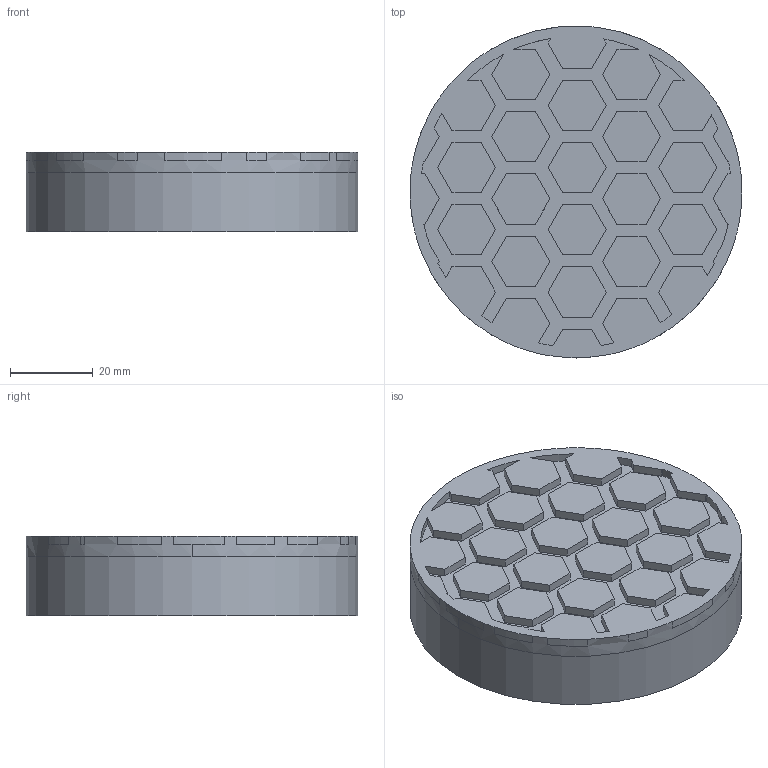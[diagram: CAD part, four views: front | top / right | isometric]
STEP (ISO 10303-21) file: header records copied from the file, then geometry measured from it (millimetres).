
FILE_DESCRIPTION(('FreeCAD Model'),'2;1');
FILE_NAME('Open CASCADE Shape Model','2023-04-12T18:09:10',(''),(''), 'Open CASCADE STEP processor 7.6','FreeCAD','Unknown');
FILE_SCHEMA(('AUTOMOTIVE_DESIGN { 1 0 10303 214 1 1 1 1 }'));
Length unit declared in the file: millimetre
Products named in the file (1): lid
Bounding box: 80 x 80 x 19.2 mm (x, y, z)
Volume: 29863.8 mm3; surface area: 20536.4 mm2
Topology: 1 solids, 1 shells, 210 faces, 607 edges, 414 vertices
Faces by surface type: plane 167, cylinder 39, bspline 3, cone 1
Full cylindrical faces by diameter (mm): 72.6 x2, 80 x1
Entity records: 17370 total; most frequent: CARTESIAN_POINT 5134, DIRECTION 2280, LINE 1618, VECTOR 1618, ORIENTED_EDGE 1212, PCURVE 1212, DEFINITIONAL_REPRESENTATION 1212, EDGE_CURVE 606
